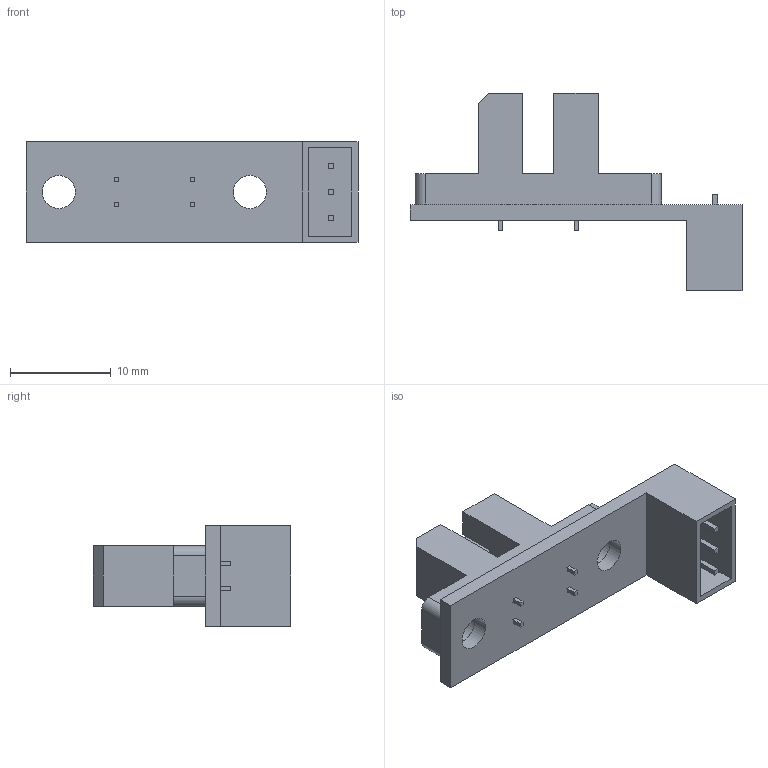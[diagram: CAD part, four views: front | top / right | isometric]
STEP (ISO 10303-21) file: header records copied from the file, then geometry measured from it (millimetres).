
FILE_DESCRIPTION(/* description */ (''),/* implementation_level */ '2;1');
FILE_NAME(/* name */ 'Optical endstop v3.step',/* time_stamp */ '2016-06-20T21:57:29-07:00',/* author */ (''),/* organization */ (''),/* preprocessor_version */ 'ST-DEVELOPER v16.5',/* originating_system */ 'Autodesk Translation Framework v5.0.0.3310',/* authorisation */ '');
FILE_SCHEMA (('AUTOMOTIVE_DESIGN { 1 0 10303 214 3 1 1 }'));
Length unit declared in the file: centimetre
Products named in the file (1): Optical endstop v3
Bounding box: 33 x 19.6 x 10 mm (x, y, z)
Volume: 1436.1 mm3; surface area: 2080.5 mm2
Topology: 2 solids, 2 shells, 110 faces, 285 edges, 190 vertices
Faces by surface type: plane 102, cylinder 8
Full cylindrical faces by diameter (mm): 3.3 x4
Entity records: 3347 total; most frequent: CARTESIAN_POINT 582, ORIENTED_EDGE 562, DIRECTION 519, EDGE_CURVE 281, LINE 265, VECTOR 265, VERTEX_POINT 190, EDGE_LOOP 141
